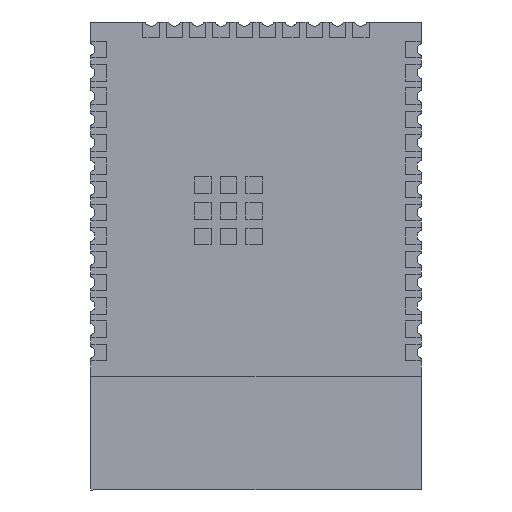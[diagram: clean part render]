
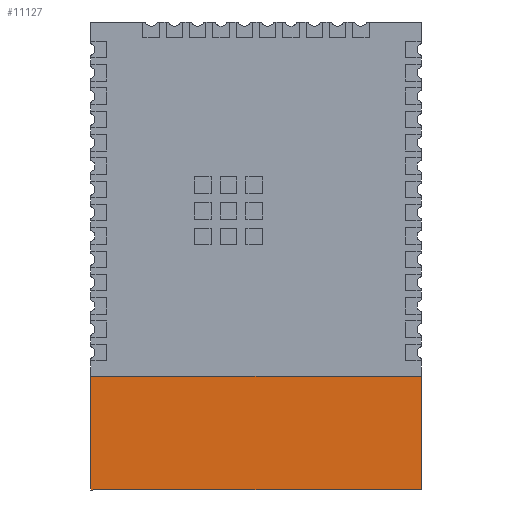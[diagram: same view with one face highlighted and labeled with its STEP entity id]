
A CAD part, front view. The second image highlights one B-rep face of the part: STEP entity #11127.
In plain terms, the highlighted planar face has unit normal (0, -1, 0).
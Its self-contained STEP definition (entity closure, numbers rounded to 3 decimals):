
#61 = ORIENTED_EDGE ( 'NONE', *, *, #12658, .T. ) ;
#305 = CARTESIAN_POINT ( 'NONE',  ( 9., 0.01, -12.75 ) ) ;
#1429 = CARTESIAN_POINT ( 'NONE',  ( 0., 0.01, 0. ) ) ;
#2153 = CARTESIAN_POINT ( 'NONE',  ( 9., 0.01, -12.75 ) ) ;
#3614 = DIRECTION ( 'NONE',  ( -1., 0., 0. ) ) ;
#3819 = VERTEX_POINT ( 'NONE', #14266 ) ;
#6931 = DIRECTION ( 'NONE',  ( 0., 0., -1. ) ) ;
#7419 = VERTEX_POINT ( 'NONE', #2153 ) ;
#7985 = VERTEX_POINT ( 'NONE', #14524 ) ;
#9863 = CARTESIAN_POINT ( 'NONE',  ( 9., 0.01, -6.56 ) ) ;
#10061 = VECTOR ( 'NONE', #27303, 1000. ) ;
#11127 = ADVANCED_FACE ( 'NONE', ( #15751 ), #25010, .T. ) ;
#11262 = LINE ( 'NONE', #305, #13240 ) ;
#11800 = EDGE_LOOP ( 'NONE', ( #14023, #61, #13127, #17731 ) ) ;
#12222 = DIRECTION ( 'NONE',  ( 0., -1., 0. ) ) ;
#12625 = AXIS2_PLACEMENT_3D ( 'NONE', #1429, #12222, #3614 ) ;
#12658 = EDGE_CURVE ( 'NONE', #7419, #23864, #11262, .T. ) ;
#12792 = VECTOR ( 'NONE', #6931, 1000. ) ;
#13066 = LINE ( 'NONE', #20564, #28004 ) ;
#13127 = ORIENTED_EDGE ( 'NONE', *, *, #15832, .T. ) ;
#13240 = VECTOR ( 'NONE', #13545, 1000. ) ;
#13419 = CARTESIAN_POINT ( 'NONE',  ( -9., 0.01, -6.56 ) ) ;
#13545 = DIRECTION ( 'NONE',  ( 0., 0., 1. ) ) ;
#14023 = ORIENTED_EDGE ( 'NONE', *, *, #25087, .T. ) ;
#14266 = CARTESIAN_POINT ( 'NONE',  ( -9., 0.01, -6.56 ) ) ;
#14524 = CARTESIAN_POINT ( 'NONE',  ( -9., 0.01, -12.75 ) ) ;
#14788 = LINE ( 'NONE', #21147, #10061 ) ;
#15751 = FACE_OUTER_BOUND ( 'NONE', #11800, .T. ) ;
#15832 = EDGE_CURVE ( 'NONE', #23864, #3819, #13066, .T. ) ;
#16203 = DIRECTION ( 'NONE',  ( -1., 0., 0. ) ) ;
#17731 = ORIENTED_EDGE ( 'NONE', *, *, #28090, .T. ) ;
#20564 = CARTESIAN_POINT ( 'NONE',  ( 9., 0.01, -6.56 ) ) ;
#21147 = CARTESIAN_POINT ( 'NONE',  ( -9., 0.01, -12.75 ) ) ;
#22967 = LINE ( 'NONE', #13419, #12792 ) ;
#23864 = VERTEX_POINT ( 'NONE', #9863 ) ;
#25010 = PLANE ( 'NONE',  #12625 ) ;
#25087 = EDGE_CURVE ( 'NONE', #7985, #7419, #14788, .T. ) ;
#27303 = DIRECTION ( 'NONE',  ( 1., 0., 0. ) ) ;
#28004 = VECTOR ( 'NONE', #16203, 1000. ) ;
#28090 = EDGE_CURVE ( 'NONE', #3819, #7985, #22967, .T. ) ;
